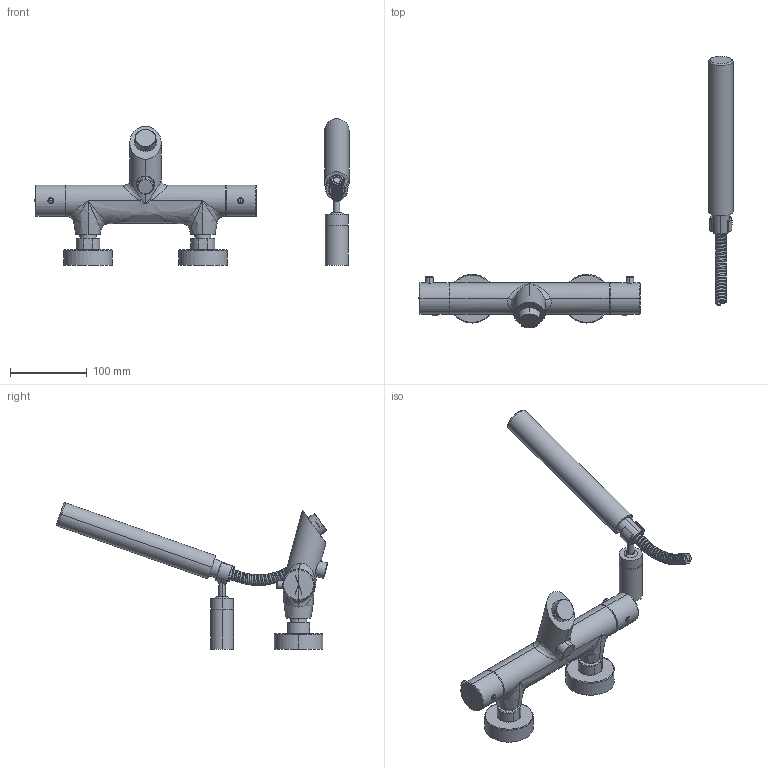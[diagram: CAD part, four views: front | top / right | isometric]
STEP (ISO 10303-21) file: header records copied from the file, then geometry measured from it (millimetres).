
FILE_DESCRIPTION((''),'2;1');
FILE_NAME('LIQ023CR','2021-01-19T14:14:39',('ut3'),('PAFFONI SpA'),'CREO PARAMETRIC BY PTC INC, 2020044','CREO PARAMETRIC BY PTC INC, 2020044','');
FILE_SCHEMA(('CONFIG_CONTROL_DESIGN','SHAPE_APPEARANCE_LAYERS_GROUPS'));
Length unit declared in the file: millimetre
Products named in the file (1): LIQ023CR
Bounding box: 410.36 x 354.22 x 191.39 mm (x, y, z)
Volume: 927729 mm3; surface area: 134317.6 mm2
Topology: 3 solids, 3 shells, 422 faces, 996 edges, 597 vertices
Faces by surface type: plane 140, cylinder 118, bspline 76, cone 41, torus 30, sphere 16, extrusion 1
Entity records: 43072 total; most frequent: CARTESIAN_POINT 30981, ORIENTED_EDGE 1966, DIRECTION 1745, EDGE_CURVE 983, AXIS2_PLACEMENT_3D 682, VERTEX_POINT 595, EDGE_LOOP 468, FACE_OUTER_BOUND 421
